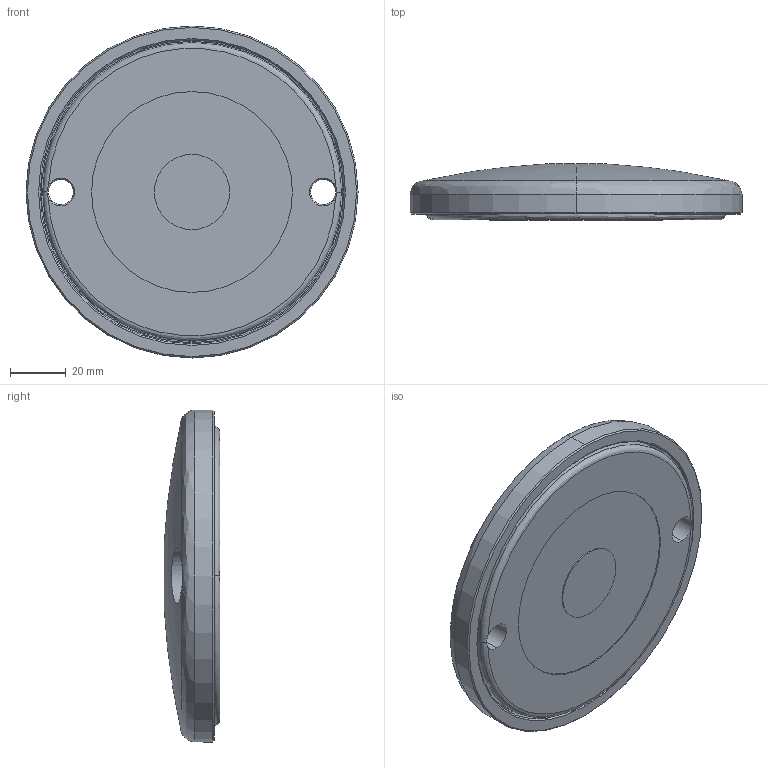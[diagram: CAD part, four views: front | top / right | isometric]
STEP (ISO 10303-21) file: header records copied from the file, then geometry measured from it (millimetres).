
FILE_DESCRIPTION (( 'STEP AP214' ), '1' );
FILE_NAME ('098a120ebg.STEP', '2014-08-25T07:10:53', ( '' ), ( '' ), 'SwSTEP 2.0', 'SolidWorks 2014', '' );
FILE_SCHEMA (( 'AUTOMOTIVE_DESIGN' ));
Length unit declared in the file: millimetre
Products named in the file (1): 098a120ebg
Bounding box: 119 x 20 x 119 mm (x, y, z)
Volume: 166604 mm3; surface area: 49565.2 mm2
Topology: 2 solids, 2 shells, 78 faces, 180 edges, 110 vertices
Faces by surface type: cylinder 30, bspline 19, cone 18, plane 11
Entity records: 4156 total; most frequent: CARTESIAN_POINT 1498, DIRECTION 386, ORIENTED_EDGE 360, EDGE_CURVE 180, AXIS2_PLACEMENT_3D 170, CIRCLE 110, VERTEX_POINT 110, EDGE_LOOP 92
